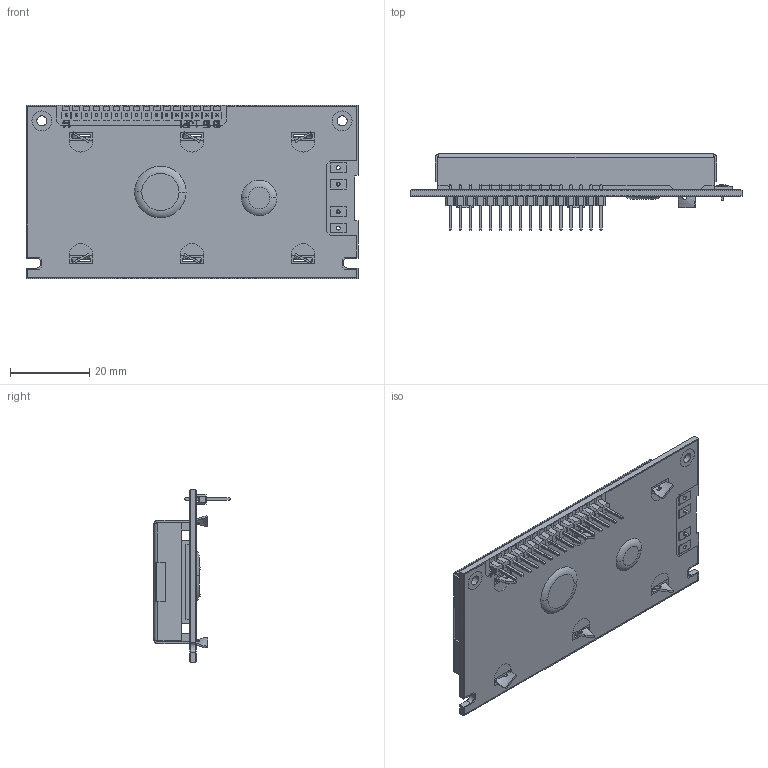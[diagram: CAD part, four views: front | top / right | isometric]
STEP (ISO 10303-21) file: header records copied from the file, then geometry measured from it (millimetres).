
FILE_DESCRIPTION(/* description */ (''),/* implementation_level */ '2;1');
FILE_NAME(/* name */ 'lcd1602_mtc-assembly_nx_asm.stp',/* time_stamp */ '2020-02-05T11:21:23+04:00',/* author */ (''),/* organization */ (''),/* preprocessor_version */ 'ST-DEVELOPER v16.7',/* originating_system */ 'SIEMENS PLM Software NX 12.0',/* authorisation */ '');
FILE_SCHEMA (('AUTOMOTIVE_DESIGN { 1 0 10303 214 3 1 1 1 }'));
Length unit declared in the file: millimetre
Products named in the file (8): product_52_1_2_3_nx_prt; product_116_1_2_3_nx_prt; lcd_mtc-16204_nx_prt; lcd1602_mtc-screen_housing_nx_prt; lcd1602_mtc-screen_nx_prt; product_13_1_2_3_nx_asm; pls-8_nx_asm; lcd1602_mtc-assembly_nx_asm
Assembly tree (15 placements, depth 4):
  lcd1602_mtc-assembly_nx_asm
    lcd1602_mtc-screen_nx_prt
    lcd1602_mtc-screen_housing_nx_prt
    pls-8_nx_asm  x2
      product_13_1_2_3_nx_asm
        product_116_1_2_3_nx_prt  x8
        product_52_1_2_3_nx_prt
    lcd_mtc-16204_nx_prt
Bounding box: 84 x 19.29 x 44 mm (x, y, z)
Volume: 21961.2 mm3; surface area: 27414.2 mm2
Topology: 24 solids, 24 shells, 1691 faces, 5074 edges, 4622 vertices
Faces by surface type: plane 1405, cylinder 154, bspline 96, torus 20, sphere 16
Entity records: 57593 total; most frequent: CARTESIAN_POINT 12205, ORIENTED_EDGE 6950, DIRECTION 6099, EDGE_CURVE 3475, LINE 2881, VECTOR 2881, VERTEX_POINT 2225, PRESENTATION_STYLE_ASSIGNMENT 2195
